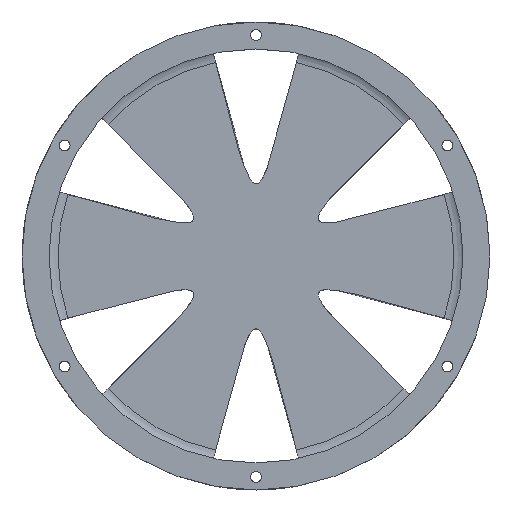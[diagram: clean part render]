
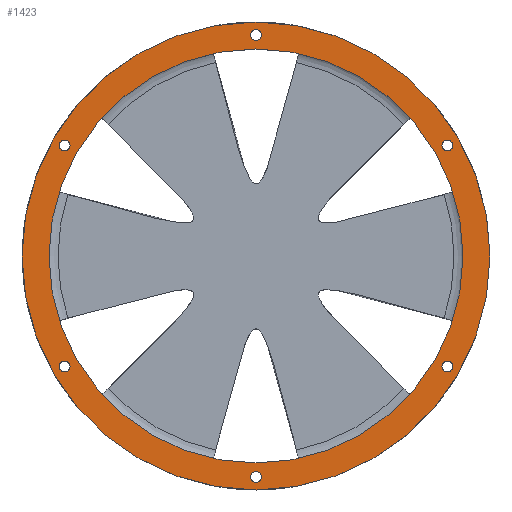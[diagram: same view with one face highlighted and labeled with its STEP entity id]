
A CAD part, top view. The second image highlights one B-rep face of the part: STEP entity #1423.
In plain terms, the highlighted planar face has unit normal (0, 0, 1).
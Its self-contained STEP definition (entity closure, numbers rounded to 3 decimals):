
#15=FACE_BOUND('',#227,.T.);
#16=FACE_BOUND('',#228,.T.);
#17=FACE_BOUND('',#229,.T.);
#18=FACE_BOUND('',#230,.T.);
#19=FACE_BOUND('',#231,.T.);
#20=FACE_BOUND('',#232,.T.);
#21=FACE_BOUND('',#233,.T.);
#72=PLANE('',#1603);
#153=FACE_OUTER_BOUND('',#226,.T.);
#226=EDGE_LOOP('',(#1311));
#227=EDGE_LOOP('',(#1312));
#228=EDGE_LOOP('',(#1313));
#229=EDGE_LOOP('',(#1314));
#230=EDGE_LOOP('',(#1315));
#231=EDGE_LOOP('',(#1316));
#232=EDGE_LOOP('',(#1317));
#233=EDGE_LOOP('',(#1318));
#347=CIRCLE('',#1440,1.5);
#395=CIRCLE('',#1492,1.5);
#400=CIRCLE('',#1499,1.5);
#405=CIRCLE('',#1506,1.5);
#410=CIRCLE('',#1513,1.5);
#415=CIRCLE('',#1520,1.5);
#455=CIRCLE('',#1600,65.);
#456=CIRCLE('',#1602,57.5);
#502=VERTEX_POINT('',#2008);
#555=VERTEX_POINT('',#2202);
#557=VERTEX_POINT('',#2212);
#559=VERTEX_POINT('',#2222);
#561=VERTEX_POINT('',#2232);
#563=VERTEX_POINT('',#2242);
#636=VERTEX_POINT('',#4652);
#637=VERTEX_POINT('',#4656);
#641=EDGE_CURVE('',#502,#502,#347,.T.);
#701=EDGE_CURVE('',#555,#555,#395,.T.);
#707=EDGE_CURVE('',#557,#557,#400,.T.);
#713=EDGE_CURVE('',#559,#559,#405,.T.);
#719=EDGE_CURVE('',#561,#561,#410,.T.);
#725=EDGE_CURVE('',#563,#563,#415,.T.);
#861=EDGE_CURVE('',#636,#636,#455,.T.);
#863=EDGE_CURVE('',#637,#637,#456,.T.);
#1311=ORIENTED_EDGE('',*,*,#861,.T.);
#1312=ORIENTED_EDGE('',*,*,#641,.T.);
#1313=ORIENTED_EDGE('',*,*,#701,.T.);
#1314=ORIENTED_EDGE('',*,*,#707,.T.);
#1315=ORIENTED_EDGE('',*,*,#713,.T.);
#1316=ORIENTED_EDGE('',*,*,#719,.T.);
#1317=ORIENTED_EDGE('',*,*,#725,.T.);
#1318=ORIENTED_EDGE('',*,*,#863,.T.);
#1423=ADVANCED_FACE('',(#153,#15,#16,#17,#18,#19,#20,#21),#72,.T.);
#1440=AXIS2_PLACEMENT_3D('',#2010,#1611,#1612);
#1492=AXIS2_PLACEMENT_3D('',#2204,#1716,#1717);
#1499=AXIS2_PLACEMENT_3D('',#2214,#1731,#1732);
#1506=AXIS2_PLACEMENT_3D('',#2224,#1746,#1747);
#1513=AXIS2_PLACEMENT_3D('',#2234,#1761,#1762);
#1520=AXIS2_PLACEMENT_3D('',#2244,#1776,#1777);
#1600=AXIS2_PLACEMENT_3D('',#4653,#1984,#1985);
#1602=AXIS2_PLACEMENT_3D('',#4657,#1989,#1990);
#1603=AXIS2_PLACEMENT_3D('',#4659,#1992,#1993);
#1611=DIRECTION('center_axis',(0.,0.,-1.));
#1612=DIRECTION('ref_axis',(0.5,-0.866,0.));
#1716=DIRECTION('center_axis',(0.,0.,-1.));
#1717=DIRECTION('ref_axis',(-0.5,-0.866,0.));
#1731=DIRECTION('center_axis',(0.,0.,-1.));
#1732=DIRECTION('ref_axis',(-1.,0.,0.));
#1746=DIRECTION('center_axis',(0.,0.,-1.));
#1747=DIRECTION('ref_axis',(-0.5,0.866,0.));
#1761=DIRECTION('center_axis',(0.,0.,-1.));
#1762=DIRECTION('ref_axis',(0.5,0.866,0.));
#1776=DIRECTION('center_axis',(0.,0.,-1.));
#1777=DIRECTION('ref_axis',(1.,0.,0.));
#1984=DIRECTION('center_axis',(0.,0.,1.));
#1985=DIRECTION('ref_axis',(-1.,0.,0.));
#1989=DIRECTION('center_axis',(0.,0.,-1.));
#1990=DIRECTION('ref_axis',(-1.,0.,0.));
#1992=DIRECTION('center_axis',(0.,0.,1.));
#1993=DIRECTION('ref_axis',(-1.,0.,0.));
#2008=CARTESIAN_POINT('',(-53.902,-29.388,53.8));
#2010=CARTESIAN_POINT('Origin',(-53.152,-30.688,53.8));
#2202=CARTESIAN_POINT('',(-52.402,31.987,53.8));
#2204=CARTESIAN_POINT('Origin',(-53.152,30.688,53.8));
#2212=CARTESIAN_POINT('',(1.5,61.375,53.8));
#2214=CARTESIAN_POINT('Origin',(0.,61.375,53.8));
#2222=CARTESIAN_POINT('',(53.902,29.388,53.8));
#2224=CARTESIAN_POINT('Origin',(53.152,30.688,53.8));
#2232=CARTESIAN_POINT('',(52.402,-31.987,53.8));
#2234=CARTESIAN_POINT('Origin',(53.152,-30.688,53.8));
#2242=CARTESIAN_POINT('',(-1.5,-61.375,53.8));
#2244=CARTESIAN_POINT('Origin',(0.,-61.375,53.8));
#4652=CARTESIAN_POINT('',(65.,0.,53.8));
#4653=CARTESIAN_POINT('Origin',(0.,0.,53.8));
#4656=CARTESIAN_POINT('',(57.5,0.,53.8));
#4657=CARTESIAN_POINT('Origin',(0.,0.,53.8));
#4659=CARTESIAN_POINT('Origin',(0.,0.,53.8));
